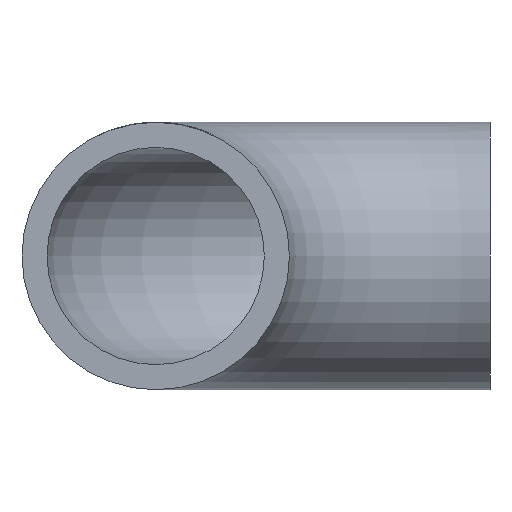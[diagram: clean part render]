
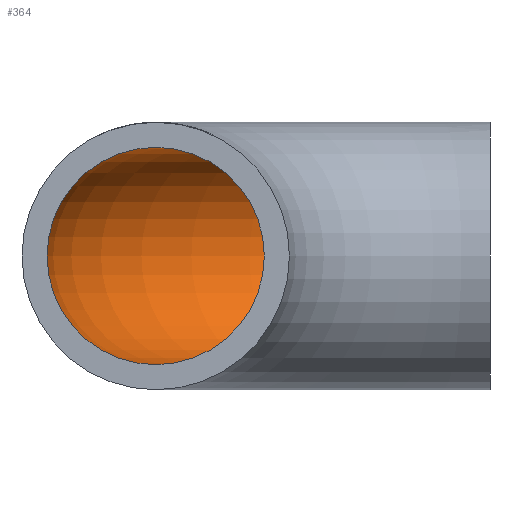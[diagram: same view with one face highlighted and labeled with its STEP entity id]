
A CAD part, front view. The second image highlights one B-rep face of the part: STEP entity #364.
In plain terms, the highlighted toroidal (fillet/blend) face has major radius 20 mm and minor radius 6.5 mm.
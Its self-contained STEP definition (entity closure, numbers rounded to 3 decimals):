
#188 = ORIENTED_EDGE ( 'NONE', *, *, #3863, .T. ) ;
#364 = ADVANCED_FACE ( 'NONE', ( #1549, #2406 ), #3432, .F. ) ;
#458 = CIRCLE ( 'NONE', #582, 6.5 ) ;
#582 = AXIS2_PLACEMENT_3D ( 'NONE', #7856, #3344, #3992 ) ;
#1545 = CARTESIAN_POINT ( 'NONE',  ( -20., 0., 6.5 ) ) ;
#1549 = FACE_OUTER_BOUND ( 'NONE', #6011, .T. ) ;
#2406 = FACE_OUTER_BOUND ( 'NONE', #6975, .T. ) ;
#2870 = CARTESIAN_POINT ( 'NONE',  ( 0., 0., 0. ) ) ;
#3047 = DIRECTION ( 'NONE',  ( 0., 0., -1. ) ) ;
#3344 = DIRECTION ( 'NONE',  ( 1., 0., 0. ) ) ;
#3432 = TOROIDAL_SURFACE ( 'NONE', #6620, 20., 6.5 ) ;
#3467 = VERTEX_POINT ( 'NONE', #1545 ) ;
#3840 = ORIENTED_EDGE ( 'NONE', *, *, #6087, .F. ) ;
#3863 = EDGE_CURVE ( 'NONE', #5298, #5298, #458, .T. ) ;
#3992 = DIRECTION ( 'NONE',  ( 0., 1., 0. ) ) ;
#5138 = DIRECTION ( 'NONE',  ( 0., 1., 0. ) ) ;
#5298 = VERTEX_POINT ( 'NONE', #7348 ) ;
#5757 = CIRCLE ( 'NONE', #6141, 6.5 ) ;
#5842 = DIRECTION ( 'NONE',  ( 0., 0., 1. ) ) ;
#6011 = EDGE_LOOP ( 'NONE', ( #188 ) ) ;
#6087 = EDGE_CURVE ( 'NONE', #3467, #3467, #5757, .T. ) ;
#6141 = AXIS2_PLACEMENT_3D ( 'NONE', #7126, #5138, #5842 ) ;
#6620 = AXIS2_PLACEMENT_3D ( 'NONE', #2870, #3047, #7565 ) ;
#6975 = EDGE_LOOP ( 'NONE', ( #3840 ) ) ;
#7126 = CARTESIAN_POINT ( 'NONE',  ( -20., 0., 0. ) ) ;
#7348 = CARTESIAN_POINT ( 'NONE',  ( 0., 26.5, 0. ) ) ;
#7565 = DIRECTION ( 'NONE',  ( -1., 0., 0. ) ) ;
#7856 = CARTESIAN_POINT ( 'NONE',  ( 0., 20., 0. ) ) ;
